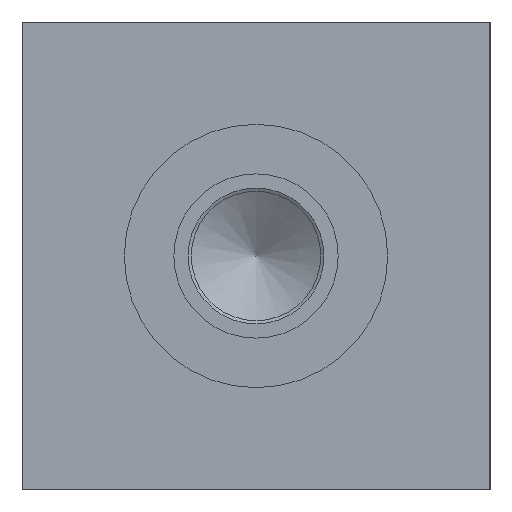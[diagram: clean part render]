
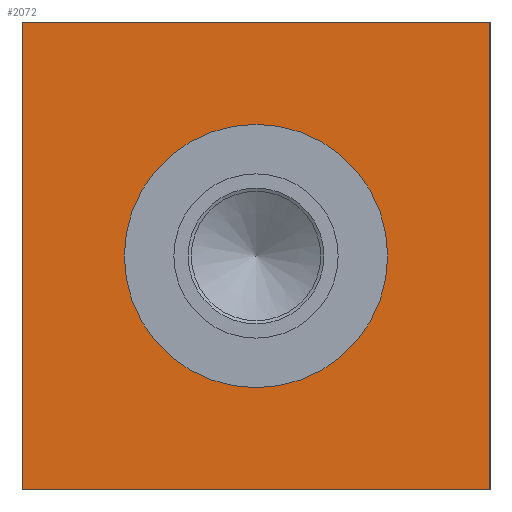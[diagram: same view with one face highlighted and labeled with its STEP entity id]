
A CAD part, left-side view. The second image highlights one B-rep face of the part: STEP entity #2072.
In plain terms, the highlighted planar face has unit normal (-1, 0, 0).
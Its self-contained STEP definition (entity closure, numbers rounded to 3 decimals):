
#2015=CARTESIAN_POINT('',(0.0,22.225,34.735));
#2016=VERTEX_POINT('',#2015);
#2017=CARTESIAN_POINT('',(0.0,22.225,22.225));
#2018=DIRECTION('',(1.0,0.0,0.0));
#2019=DIRECTION('',(0.0,0.0,1.0));
#2020=AXIS2_PLACEMENT_3D('',#2017,#2018,#2019);
#2021=CIRCLE('',#2020,12.509);
#2022=EDGE_CURVE('',#2016,#2016,#2021,.T.);
#2030=CARTESIAN_POINT('',(0.0,0.0,0.0));
#2031=DIRECTION('',(-1.0,0.0,0.0));
#2032=DIRECTION('',(0.0,0.0,1.0));
#2033=AXIS2_PLACEMENT_3D('',#2030,#2031,#2032);
#2034=PLANE('',#2033);
#2035=CARTESIAN_POINT('',(0.0,0.0,44.45));
#2036=VERTEX_POINT('',#2035);
#2037=CARTESIAN_POINT('',(0.0,44.45,44.45));
#2038=VERTEX_POINT('',#2037);
#2039=CARTESIAN_POINT('',(0.0,0.0,44.45));
#2040=DIRECTION('',(0.0,1.0,0.0));
#2041=VECTOR('',#2040,44.45);
#2042=LINE('',#2039,#2041);
#2043=EDGE_CURVE('',#2036,#2038,#2042,.T.);
#2044=ORIENTED_EDGE('',*,*,#2043,.T.);
#2045=CARTESIAN_POINT('',(0.0,44.45,0.0));
#2046=VERTEX_POINT('',#2045);
#2047=CARTESIAN_POINT('',(0.0,44.45,0.0));
#2048=DIRECTION('',(0.0,0.0,1.0));
#2049=VECTOR('',#2048,44.45);
#2050=LINE('',#2047,#2049);
#2051=EDGE_CURVE('',#2046,#2038,#2050,.T.);
#2052=ORIENTED_EDGE('',*,*,#2051,.F.);
#2053=CARTESIAN_POINT('',(0.0,0.0,0.0));
#2054=VERTEX_POINT('',#2053);
#2055=CARTESIAN_POINT('',(0.0,44.45,0.0));
#2056=DIRECTION('',(0.0,-1.0,0.0));
#2057=VECTOR('',#2056,44.45);
#2058=LINE('',#2055,#2057);
#2059=EDGE_CURVE('',#2046,#2054,#2058,.T.);
#2060=ORIENTED_EDGE('',*,*,#2059,.T.);
#2061=CARTESIAN_POINT('',(0.0,0.0,0.0));
#2062=DIRECTION('',(0.0,0.0,1.0));
#2063=VECTOR('',#2062,44.45);
#2064=LINE('',#2061,#2063);
#2065=EDGE_CURVE('',#2054,#2036,#2064,.T.);
#2066=ORIENTED_EDGE('',*,*,#2065,.T.);
#2067=EDGE_LOOP('',(#2044,#2052,#2060,#2066));
#2068=FACE_OUTER_BOUND('',#2067,.T.);
#2069=ORIENTED_EDGE('',*,*,#2022,.T.);
#2070=EDGE_LOOP('',(#2069));
#2071=FACE_BOUND('',#2070,.T.);
#2072=ADVANCED_FACE('',(#2068,#2071),#2034,.T.);
